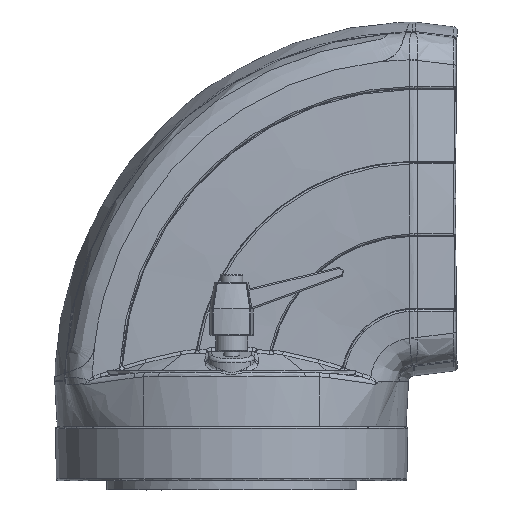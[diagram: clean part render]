
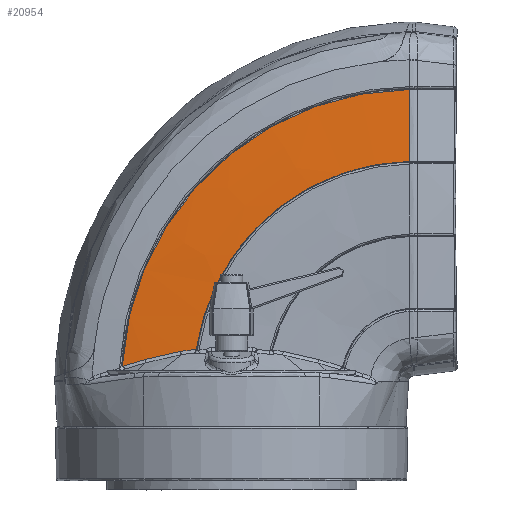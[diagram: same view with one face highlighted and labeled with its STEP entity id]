
A CAD part, left-side view. The second image highlights one B-rep face of the part: STEP entity #20954.
In plain terms, the highlighted free-form (B-spline) face has degree [3, 3] with [4, 4] control points.
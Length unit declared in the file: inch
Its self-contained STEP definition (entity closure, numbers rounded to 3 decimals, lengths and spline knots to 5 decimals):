
#1177 = CARTESIAN_POINT ( 'NONE',  ( -1.74226, -2.66839, 0.24035 ) ) ;
#2280 = VERTEX_POINT ( 'NONE', #63316 ) ;
#2825 = CARTESIAN_POINT ( 'NONE',  ( -1.80202, 0.90415, 0.39231 ) ) ;
#3271 = CARTESIAN_POINT ( 'NONE',  ( -1.80202, 0.81849, 2.40598 ) ) ;
#3480 = CARTESIAN_POINT ( 'NONE',  ( -1.74318, 1.59716, 0.46038 ) ) ;
#4713 = CARTESIAN_POINT ( 'NONE',  ( -1.76262, -2.60555, 4.31983 ) ) ;
#6722 = VERTEX_POINT ( 'NONE', #84093 ) ;
#7828 = CARTESIAN_POINT ( 'NONE',  ( -1.74245, 1.60346, 0.47731 ) ) ;
#8644 = CARTESIAN_POINT ( 'NONE',  ( -1.81424, 0.52009, 0.70924 ) ) ;
#9670 = DIRECTION ( 'NONE',  ( -1., 0., 0. ) ) ;
#10736 = CARTESIAN_POINT ( 'NONE',  ( -1.81424, 0.51956, 0.71123 ) ) ;
#10870 = CARTESIAN_POINT ( 'NONE',  ( -1.77801, 1.16248, 2.61962 ) ) ;
#11337 = CARTESIAN_POINT ( 'NONE',  ( -1.78648, 1.08918, 0.61341 ) ) ;
#11816 = B_SPLINE_CURVE_WITH_KNOTS ( 'NONE', 3,
 ( #62993, #36967, #69277, #23484, #56260, #7828, #43717, #62541, #28467 ),
 .UNSPECIFIED., .F., .F.,
 ( 4, 1, 2, 2, 4 ),
 ( 0., 0.25, 0.375, 0.5, 1. ),
 .UNSPECIFIED. ) ;
#14579 = ORIENTED_EDGE ( 'NONE', *, *, #59828, .T. ) ;
#15446 = CARTESIAN_POINT ( 'NONE',  ( -1.76376, 1.37796, 0.526 ) ) ;
#16721 = CARTESIAN_POINT ( 'NONE',  ( -1.81425, 0.55111, 0.37729 ) ) ;
#16841 = VERTEX_POINT ( 'NONE', #3480 ) ;
#17595 = FACE_OUTER_BOUND ( 'NONE', #27270, .T. ) ;
#18122 = ORIENTED_EDGE ( 'NONE', *, *, #27574, .T. ) ;
#18155 = CARTESIAN_POINT ( 'NONE',  ( -1.77795, -2.60558, 4.13135 ) ) ;
#18703 = CARTESIAN_POINT ( 'NONE',  ( -1.81197, 0.58745, 0.69994 ) ) ;
#20626 = CARTESIAN_POINT ( 'NONE',  ( -1.80488, 0.7509, 0.67674 ) ) ;
#20954 = ADVANCED_FACE ( 'NONE', ( #17595 ), #22216, .T. ) ;
#22036 = CIRCLE ( 'NONE', #34902, 3.22241 ) ;
#22162 = CARTESIAN_POINT ( 'NONE',  ( -1.74318, 1.59716, 0.46038 ) ) ;
#22216 =( BOUNDED_SURFACE ( )  B_SPLINE_SURFACE ( 3, 3, ( 
 ( #44118, #57539, #85339, #16721 ),
 ( #71452, #64284, #3271, #2825 ),
 ( #71017, #58856, #10870, #79511 ),
 ( #30623, #86218, #51696, #58423 ) ),
 .UNSPECIFIED., .F., .F., .T. ) 
 B_SPLINE_SURFACE_WITH_KNOTS ( ( 4, 4 ),
 ( 4, 4 ),
 ( 0., 1. ),
 ( 0., 1. ),
 .UNSPECIFIED. ) 
 GEOMETRIC_REPRESENTATION_ITEM ( )  RATIONAL_B_SPLINE_SURFACE ( (
 ( 1., 0.816, 0.816, 1.),
 ( 1., 0.816, 0.816, 1.),
 ( 1., 0.816, 0.816, 1.),
 ( 1., 0.816, 0.816, 1.) ) ) 
 REPRESENTATION_ITEM ( '' )  SURFACE ( )  );
#22975 = CARTESIAN_POINT ( 'NONE',  ( -1.81425, 0.51913, 0.71327 ) ) ;
#23484 = CARTESIAN_POINT ( 'NONE',  ( -1.74236, 1.60411, 0.48137 ) ) ;
#26390 = CARTESIAN_POINT ( 'NONE',  ( -1.81422, 0.52071, 0.70729 ) ) ;
#27270 = EDGE_LOOP ( 'NONE', ( #81877, #57763, #47406, #79260, #57267, #14579, #18122, #66729 ) ) ;
#27574 = EDGE_CURVE ( 'NONE', #16841, #41553, #73034, .T. ) ;
#28467 = CARTESIAN_POINT ( 'NONE',  ( -1.74318, 1.59716, 0.46038 ) ) ;
#30623 = CARTESIAN_POINT ( 'NONE',  ( -1.74226, -2.64415, 4.52056 ) ) ;
#30735 = CARTESIAN_POINT ( 'NONE',  ( -1.81425, -2.60573, 3.46215 ) ) ;
#31903 = EDGE_CURVE ( 'NONE', #41553, #57027, #42792, .T. ) ;
#32427 = EDGE_CURVE ( 'NONE', #47388, #46253, #54407, .T. ) ;
#34902 = AXIS2_PLACEMENT_3D ( 'NONE', #39406, #66754, #59568 ) ;
#36967 = CARTESIAN_POINT ( 'NONE',  ( -1.74226, 1.60462, 0.4897 ) ) ;
#37838 = CARTESIAN_POINT ( 'NONE',  ( -1.79712, 0.91455, 0.65146 ) ) ;
#39406 = CARTESIAN_POINT ( 'NONE',  ( -1.81425, -2.66839, 0.24035 ) ) ;
#41553 = VERTEX_POINT ( 'NONE', #81948 ) ;
#42792 = B_SPLINE_CURVE_WITH_KNOTS ( 'NONE', 3,
 ( #86693, #11337, #37838, #59771 ),
 .UNSPECIFIED., .F., .F.,
 ( 4, 4 ),
 ( 0., 1. ),
 .UNSPECIFIED. ) ;
#42830 = CARTESIAN_POINT ( 'NONE',  ( -1.77198, 1.27343, 0.55764 ) ) ;
#43717 = CARTESIAN_POINT ( 'NONE',  ( -1.74265, 1.6019, 0.47019 ) ) ;
#44118 = CARTESIAN_POINT ( 'NONE',  ( -1.81425, -2.65014, 3.46271 ) ) ;
#46253 = VERTEX_POINT ( 'NONE', #75428 ) ;
#47388 = VERTEX_POINT ( 'NONE', #50859 ) ;
#47406 = ORIENTED_EDGE ( 'NONE', *, *, #62279, .T. ) ;
#49552 = CARTESIAN_POINT ( 'NONE',  ( -1.75424, 1.48587, 0.49353 ) ) ;
#50859 = CARTESIAN_POINT ( 'NONE',  ( -1.81425, -2.60573, 3.46215 ) ) ;
#51371 = CARTESIAN_POINT ( 'NONE',  ( -1.80899, -2.60569, 3.61425 ) ) ;
#51696 = CARTESIAN_POINT ( 'NONE',  ( -1.74226, 1.50549, 2.83266 ) ) ;
#52357 = CARTESIAN_POINT ( 'NONE',  ( -1.809, 0.66421, 0.69014 ) ) ;
#54407 = B_SPLINE_CURVE_WITH_KNOTS ( 'NONE', 3,
 ( #30735, #51371, #85894, #18155, #4713, #85457 ),
 .UNSPECIFIED., .F., .F.,
 ( 4, 2, 4 ),
 ( 0., 0.5, 1. ),
 .UNSPECIFIED. ) ;
#54665 = VERTEX_POINT ( 'NONE', #66825 ) ;
#56260 = CARTESIAN_POINT ( 'NONE',  ( -1.74242, 1.6037, 0.47862 ) ) ;
#56550 = AXIS2_PLACEMENT_3D ( 'NONE', #1177, #9670, #58537 ) ;
#57027 = VERTEX_POINT ( 'NONE', #20626 ) ;
#57257 = EDGE_CURVE ( 'NONE', #57027, #2280, #79353, .T. ) ;
#57267 = ORIENTED_EDGE ( 'NONE', *, *, #69797, .T. ) ;
#57539 = CARTESIAN_POINT ( 'NONE',  ( -1.81425, -0.83386, 3.45242 ) ) ;
#57763 = ORIENTED_EDGE ( 'NONE', *, *, #63579, .T. ) ;
#58423 = CARTESIAN_POINT ( 'NONE',  ( -1.74226, 1.60802, 0.42225 ) ) ;
#58537 = DIRECTION ( 'NONE',  ( 0., 0.998, 0.059 ) ) ;
#58856 = CARTESIAN_POINT ( 'NONE',  ( -1.77801, -0.43186, 4.15627 ) ) ;
#59568 = DIRECTION ( 'NONE',  ( 0., 0., 1. ) ) ;
#59771 = CARTESIAN_POINT ( 'NONE',  ( -1.80488, 0.7509, 0.67674 ) ) ;
#59828 = EDGE_CURVE ( 'NONE', #6722, #16841, #11816, .T. ) ;
#62279 = EDGE_CURVE ( 'NONE', #54665, #47388, #22036, .T. ) ;
#62541 = CARTESIAN_POINT ( 'NONE',  ( -1.74288, 1.5999, 0.46502 ) ) ;
#62993 = CARTESIAN_POINT ( 'NONE',  ( -1.74226, 1.60445, 0.49251 ) ) ;
#63316 = CARTESIAN_POINT ( 'NONE',  ( -1.81422, 0.52071, 0.70729 ) ) ;
#63373 = CARTESIAN_POINT ( 'NONE',  ( -1.81422, 0.52071, 0.70729 ) ) ;
#63579 = EDGE_CURVE ( 'NONE', #2280, #54665, #80889, .T. ) ;
#64284 = CARTESIAN_POINT ( 'NONE',  ( -1.80202, -0.63269, 3.80465 ) ) ;
#66729 = ORIENTED_EDGE ( 'NONE', *, *, #31903, .T. ) ;
#66754 = DIRECTION ( 'NONE',  ( 1., 0., 0. ) ) ;
#66825 = CARTESIAN_POINT ( 'NONE',  ( -1.81425, 0.51913, 0.71327 ) ) ;
#69277 = CARTESIAN_POINT ( 'NONE',  ( -1.74229, 1.60458, 0.48552 ) ) ;
#69797 = EDGE_CURVE ( 'NONE', #46253, #6722, #83761, .T. ) ;
#71017 = CARTESIAN_POINT ( 'NONE',  ( -1.77801, -2.64615, 4.16881 ) ) ;
#71452 = CARTESIAN_POINT ( 'NONE',  ( -1.80202, -2.64814, 3.81606 ) ) ;
#73034 = B_SPLINE_CURVE_WITH_KNOTS ( 'NONE', 3,
 ( #22162, #49552, #15446, #42830 ),
 .UNSPECIFIED., .F., .F.,
 ( 4, 4 ),
 ( 0., 1. ),
 .UNSPECIFIED. ) ;
#75428 = CARTESIAN_POINT ( 'NONE',  ( -1.74226, -2.60552, 4.52017 ) ) ;
#79260 = ORIENTED_EDGE ( 'NONE', *, *, #32427, .T. ) ;
#79353 = B_SPLINE_CURVE_WITH_KNOTS ( 'NONE', 3,
 ( #86440, #52357, #18703, #26390 ),
 .UNSPECIFIED., .F., .F.,
 ( 4, 4 ),
 ( 0., 1. ),
 .UNSPECIFIED. ) ;
#79511 = CARTESIAN_POINT ( 'NONE',  ( -1.77801, 1.25658, 0.4073 ) ) ;
#80889 = B_SPLINE_CURVE_WITH_KNOTS ( 'NONE', 3,
 ( #63373, #8644, #10736, #22975 ),
 .UNSPECIFIED., .F., .F.,
 ( 4, 4 ),
 ( 0., 1. ),
 .UNSPECIFIED. ) ;
#81877 = ORIENTED_EDGE ( 'NONE', *, *, #57257, .T. ) ;
#81948 = CARTESIAN_POINT ( 'NONE',  ( -1.77198, 1.27343, 0.55764 ) ) ;
#83761 = CIRCLE ( 'NONE', #56550, 4.28028 ) ;
#84093 = CARTESIAN_POINT ( 'NONE',  ( -1.74226, 1.60445, 0.49251 ) ) ;
#85339 = CARTESIAN_POINT ( 'NONE',  ( -1.81425, 0.47392, 2.19197 ) ) ;
#85457 = CARTESIAN_POINT ( 'NONE',  ( -1.74226, -2.60552, 4.52017 ) ) ;
#85894 = CARTESIAN_POINT ( 'NONE',  ( -1.80113, -2.60565, 3.77856 ) ) ;
#86218 = CARTESIAN_POINT ( 'NONE',  ( -1.74226, -0.2316, 4.5069 ) ) ;
#86440 = CARTESIAN_POINT ( 'NONE',  ( -1.80488, 0.7509, 0.67674 ) ) ;
#86693 = CARTESIAN_POINT ( 'NONE',  ( -1.77198, 1.27343, 0.55764 ) ) ;
